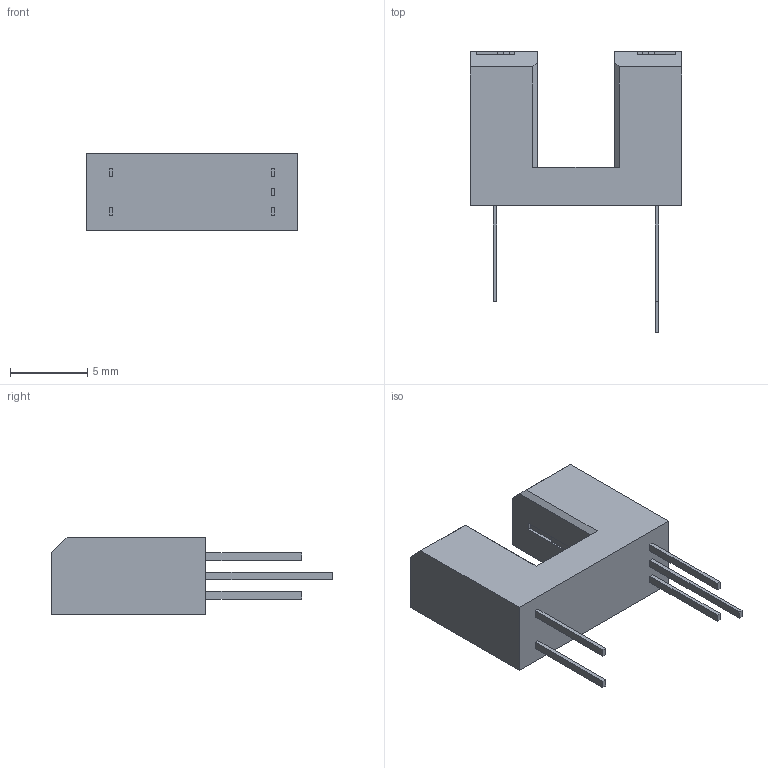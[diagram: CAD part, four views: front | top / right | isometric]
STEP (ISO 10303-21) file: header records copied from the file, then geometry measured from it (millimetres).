
FILE_DESCRIPTION (( 'STEP AP203' ), '1' );
FILE_NAME ('EE_SX4081.step', '2015-01-29T09:11:45', ( 'OSMC1.0 ' ), ( ' ' ), 'SwSTEP 2.0', 'SolidWorks 2002025', '' );
FILE_SCHEMA (( 'CONFIG_CONTROL_DESIGN' ));
Length unit declared in the file: millimetre
Products named in the file (1): EE_SX4081
Bounding box: 13.7 x 18.2 x 5 mm (x, y, z)
Volume: 491.3 mm3; surface area: 558.6 mm2
Topology: 1 solids, 1 shells, 77 faces, 204 edges, 136 vertices
Faces by surface type: plane 77
Entity records: 2415 total; most frequent: CARTESIAN_POINT 418, ORIENTED_EDGE 408, DIRECTION 360, LINE 204, VECTOR 204, EDGE_CURVE 204, VERTEX_POINT 136, EDGE_LOOP 84
